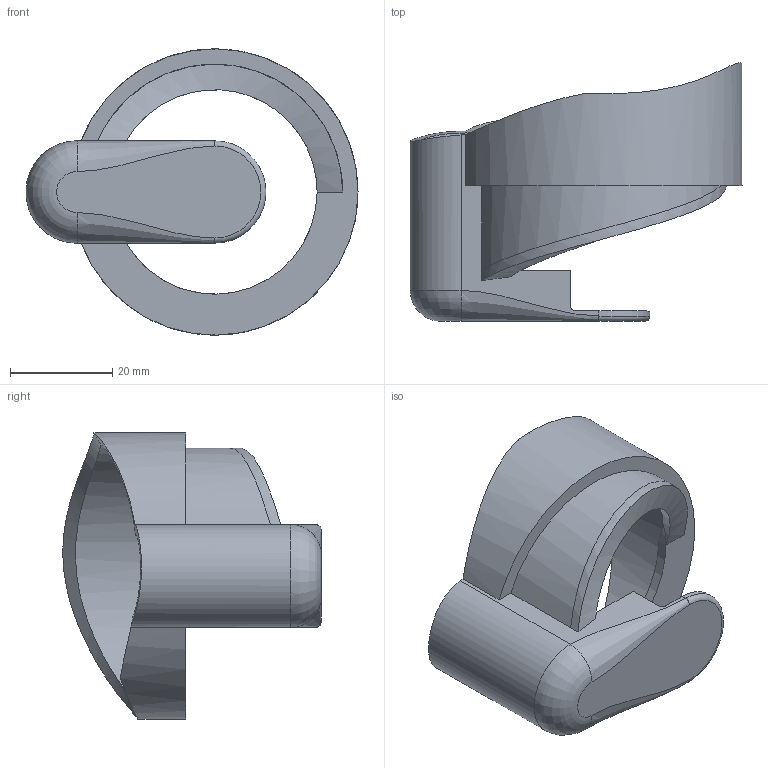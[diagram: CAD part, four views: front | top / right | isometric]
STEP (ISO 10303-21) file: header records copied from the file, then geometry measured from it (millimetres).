
FILE_DESCRIPTION(/* description */ ('STEP AP214'),/* implementation_level */ '2;1');
FILE_NAME(/* name */ '683c51434258294a187f3e3b',/* time_stamp */ '2025-06-01T13:10:29Z',/* author */ (''),/* organization */ (''),/* preprocessor_version */ 'ST-DEVELOPER v20',/* originating_system */ 'ONSHAPE BY PTC INC, 1.198',/* authorisation */ ' ');
FILE_SCHEMA (('AUTOMOTIVE_DESIGN {1 0 10303 214 3 1 1}'));
Length unit declared in the file: metre
Products named in the file (1): Part 15
Bounding box: 64.93 x 50.57 x 56 mm (x, y, z)
Volume: 12320.1 mm3; surface area: 12751.9 mm2
Topology: 1 solids, 1 shells, 48 faces, 131 edges, 81 vertices
Faces by surface type: cylinder 19, plane 14, bspline 10, torus 5
Entity records: 2043 total; most frequent: CARTESIAN_POINT 915, ORIENTED_EDGE 258, DIRECTION 195, EDGE_CURVE 129, VERTEX_POINT 81, AXIS2_PLACEMENT_3D 72, LINE 51, VECTOR 51
